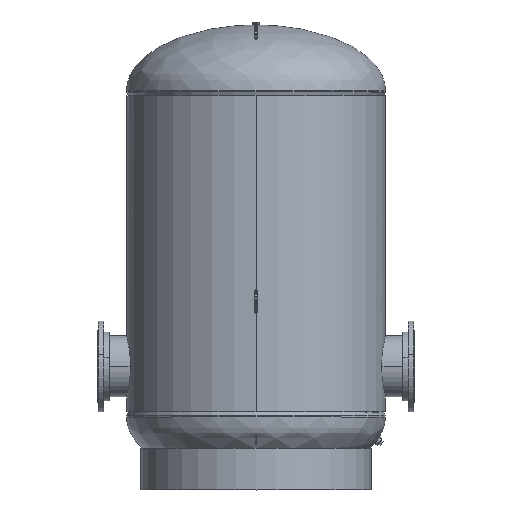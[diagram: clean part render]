
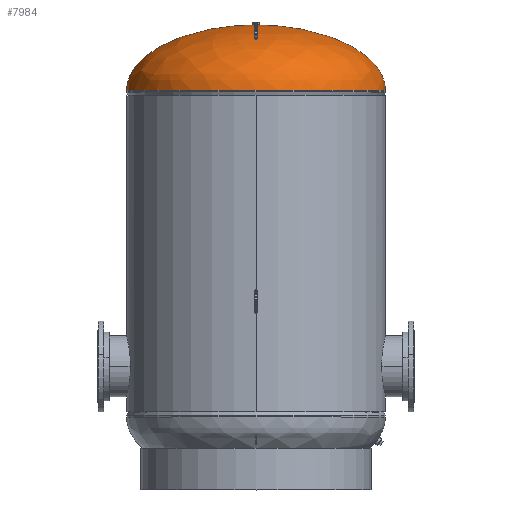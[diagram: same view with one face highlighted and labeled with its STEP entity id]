
A CAD part, top view. The second image highlights one B-rep face of the part: STEP entity #7984.
In plain terms, the highlighted free-form (B-spline) face has degree [3, 3] with [4, 4] control points.
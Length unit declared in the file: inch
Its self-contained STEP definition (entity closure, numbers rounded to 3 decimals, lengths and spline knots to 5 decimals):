
#569 = ORIENTED_EDGE ( 'NONE', *, *, #10121, .T. ) ;
#616 = CARTESIAN_POINT ( 'NONE',  ( -27., 8.94732, 0. ) ) ;
#706 = EDGE_CURVE ( 'NONE', #10376, #10282, #3188, .T. ) ;
#1180 =( BOUNDED_CURVE ( )  B_SPLINE_CURVE ( 3, ( #2215, #3281, #4421, #3483 ),
 .UNSPECIFIED., .F., .T. ) 
 B_SPLINE_CURVE_WITH_KNOTS ( ( 4, 4 ),
 ( 4.73554, 6.28319 ),
 .UNSPECIFIED. ) 
 CURVE ( )  GEOMETRIC_REPRESENTATION_ITEM ( )  RATIONAL_B_SPLINE_CURVE ( ( 1., 0.81, 0.81, 1. ) ) 
 REPRESENTATION_ITEM ( '' )  );
#1613 = CARTESIAN_POINT ( 'NONE',  ( 27., 8.94732, 54. ) ) ;
#1745 = DIRECTION ( 'NONE',  ( 0., -1., 0. ) ) ;
#1965 = AXIS2_PLACEMENT_3D ( 'NONE', #4757, #1745, #2752 ) ;
#2049 = DIRECTION ( 'NONE',  ( 1., 0., 0. ) ) ;
#2215 = CARTESIAN_POINT ( 'NONE',  ( 0.625, 14.74634, 0. ) ) ;
#2493 = VERTEX_POINT ( 'NONE', #2944 ) ;
#2617 = CARTESIAN_POINT ( 'NONE',  ( 16.14827, 14.56455, 0. ) ) ;
#2646 = CARTESIAN_POINT ( 'NONE',  ( 0., 14.74634, 0.625 ) ) ;
#2741 = CARTESIAN_POINT ( 'NONE',  ( 0.625, 14.74634, 0. ) ) ;
#2752 = DIRECTION ( 'NONE',  ( 1., 0., 0. ) ) ;
#2756 = AXIS2_PLACEMENT_3D ( 'NONE', #3007, #7047, #4266 ) ;
#2808 = CARTESIAN_POINT ( 'NONE',  ( 16.14827, 14.56455, 32.29654 ) ) ;
#2944 = CARTESIAN_POINT ( 'NONE',  ( -27., 1.09375, 0. ) ) ;
#3007 = CARTESIAN_POINT ( 'NONE',  ( 0., 14.74634, 0. ) ) ;
#3111 = EDGE_CURVE ( 'NONE', #10282, #4212, #1180, .T. ) ;
#3188 = CIRCLE ( 'NONE', #2756, 0.625 ) ;
#3247 = CARTESIAN_POINT ( 'NONE',  ( 0.625, 14.74634, 0. ) ) ;
#3281 = CARTESIAN_POINT ( 'NONE',  ( 16.14827, 14.56455, 0. ) ) ;
#3483 = CARTESIAN_POINT ( 'NONE',  ( 27., 1.09375, 0. ) ) ;
#3558 = CARTESIAN_POINT ( 'NONE',  ( -16.14827, 14.56455, 32.29654 ) ) ;
#3867 = CIRCLE ( 'NONE', #4736, 0.625 ) ;
#3989 = CARTESIAN_POINT ( 'NONE',  ( 0., 14.74634, 0. ) ) ;
#4196 = CARTESIAN_POINT ( 'NONE',  ( -0.625, 14.74634, 0. ) ) ;
#4212 = VERTEX_POINT ( 'NONE', #5292 ) ;
#4266 = DIRECTION ( 'NONE',  ( 1., 0., 0. ) ) ;
#4421 = CARTESIAN_POINT ( 'NONE',  ( 27., 8.94732, 0. ) ) ;
#4558 = ORIENTED_EDGE ( 'NONE', *, *, #10038, .F. ) ;
#4685 = CARTESIAN_POINT ( 'NONE',  ( 27., 1.09375, 0. ) ) ;
#4736 = AXIS2_PLACEMENT_3D ( 'NONE', #3989, #6906, #2049 ) ;
#4757 = CARTESIAN_POINT ( 'NONE',  ( 0., 1.09375, 0. ) ) ;
#5292 = CARTESIAN_POINT ( 'NONE',  ( 27., 1.09375, 0. ) ) ;
#5687 = CARTESIAN_POINT ( 'NONE',  ( -0.625, 14.74634, 0. ) ) ;
#5805 = CIRCLE ( 'NONE', #1965, 27. ) ;
#6050 = CARTESIAN_POINT ( 'NONE',  ( -16.14827, 14.56455, 0. ) ) ;
#6216 = VERTEX_POINT ( 'NONE', #4196 ) ;
#6274 =( BOUNDED_SURFACE ( )  B_SPLINE_SURFACE ( 3, 3, ( 
 ( #2741, #11888, #12692, #5687 ),
 ( #2617, #2808, #3558, #7664 ),
 ( #10710, #1613, #9725, #616 ),
 ( #4685, #8723, #7726, #11768 ) ),
 .UNSPECIFIED., .F., .F., .F. ) 
 B_SPLINE_SURFACE_WITH_KNOTS ( ( 4, 4 ),
 ( 4, 4 ),
 ( 0., 1. ),
 ( 0., 1. ),
 .UNSPECIFIED. ) 
 GEOMETRIC_REPRESENTATION_ITEM ( )  RATIONAL_B_SPLINE_SURFACE ( (
 ( 1., 0.333, 0.333, 1.),
 ( 0.81, 0.27, 0.27, 0.81),
 ( 0.81, 0.27, 0.27, 0.81),
 ( 1., 0.333, 0.333, 1.) ) ) 
 REPRESENTATION_ITEM ( '' )  SURFACE ( )  );
#6823 = EDGE_LOOP ( 'NONE', ( #4558, #569, #13083, #12552, #7525 ) ) ;
#6906 = DIRECTION ( 'NONE',  ( 0., 1., 0. ) ) ;
#7047 = DIRECTION ( 'NONE',  ( 0., 1., 0. ) ) ;
#7525 = ORIENTED_EDGE ( 'NONE', *, *, #706, .F. ) ;
#7664 = CARTESIAN_POINT ( 'NONE',  ( -16.14827, 14.56455, 0. ) ) ;
#7726 = CARTESIAN_POINT ( 'NONE',  ( -27., 1.09375, 54. ) ) ;
#7790 = FACE_OUTER_BOUND ( 'NONE', #6823, .T. ) ;
#7984 = ADVANCED_FACE ( 'NONE', ( #7790 ), #6274, .F. ) ;
#8723 = CARTESIAN_POINT ( 'NONE',  ( 27., 1.09375, 54. ) ) ;
#8899 = CARTESIAN_POINT ( 'NONE',  ( -0.625, 14.74634, 0. ) ) ;
#9725 = CARTESIAN_POINT ( 'NONE',  ( -27., 8.94732, 54. ) ) ;
#10038 = EDGE_CURVE ( 'NONE', #6216, #10376, #3867, .T. ) ;
#10121 = EDGE_CURVE ( 'NONE', #6216, #2493, #11693, .T. ) ;
#10282 = VERTEX_POINT ( 'NONE', #3247 ) ;
#10376 = VERTEX_POINT ( 'NONE', #2646 ) ;
#10570 = EDGE_CURVE ( 'NONE', #4212, #2493, #5805, .T. ) ;
#10710 = CARTESIAN_POINT ( 'NONE',  ( 27., 8.94732, 0. ) ) ;
#11275 = CARTESIAN_POINT ( 'NONE',  ( -27., 1.09375, 0. ) ) ;
#11693 =( BOUNDED_CURVE ( )  B_SPLINE_CURVE ( 3, ( #8899, #6050, #12928, #11275 ),
 .UNSPECIFIED., .F., .T. ) 
 B_SPLINE_CURVE_WITH_KNOTS ( ( 4, 4 ),
 ( 4.73554, 6.28319 ),
 .UNSPECIFIED. ) 
 CURVE ( )  GEOMETRIC_REPRESENTATION_ITEM ( )  RATIONAL_B_SPLINE_CURVE ( ( 1., 0.81, 0.81, 1. ) ) 
 REPRESENTATION_ITEM ( '' )  );
#11768 = CARTESIAN_POINT ( 'NONE',  ( -27., 1.09375, 0. ) ) ;
#11888 = CARTESIAN_POINT ( 'NONE',  ( 0.625, 14.74634, 1.25 ) ) ;
#12552 = ORIENTED_EDGE ( 'NONE', *, *, #3111, .F. ) ;
#12692 = CARTESIAN_POINT ( 'NONE',  ( -0.625, 14.74634, 1.25 ) ) ;
#12928 = CARTESIAN_POINT ( 'NONE',  ( -27., 8.94732, 0. ) ) ;
#13083 = ORIENTED_EDGE ( 'NONE', *, *, #10570, .F. ) ;
